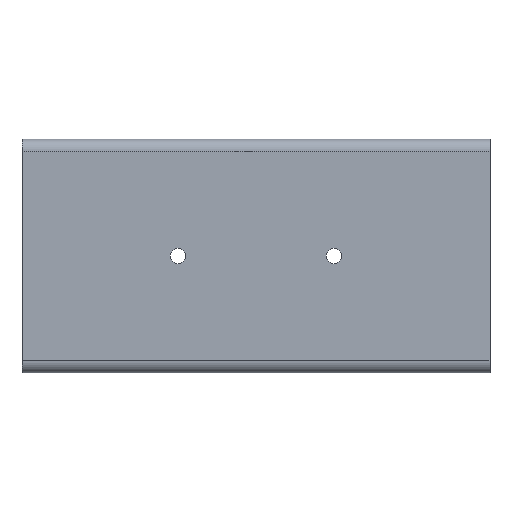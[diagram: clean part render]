
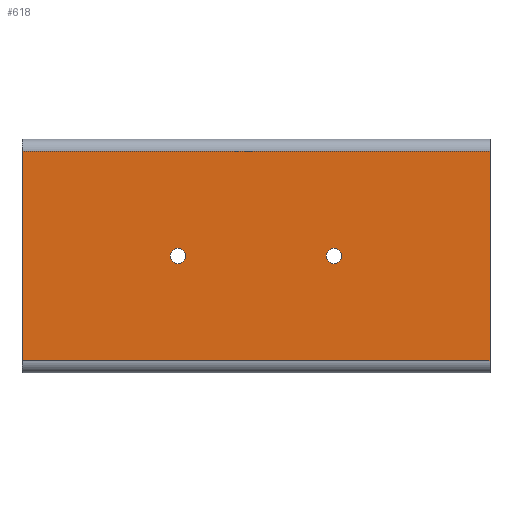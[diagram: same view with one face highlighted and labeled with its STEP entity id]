
A CAD part, left-side view. The second image highlights one B-rep face of the part: STEP entity #618.
In plain terms, the highlighted planar face has unit normal (-1, 0, 0).
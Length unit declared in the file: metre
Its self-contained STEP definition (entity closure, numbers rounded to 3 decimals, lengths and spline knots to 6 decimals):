
#20=CIRCLE('',#672,0.005);
#22=CIRCLE('',#675,0.005);
#68=ORIENTED_EDGE('',*,*,#232,.F.);
#69=ORIENTED_EDGE('',*,*,#234,.F.);
#70=ORIENTED_EDGE('',*,*,#231,.F.);
#71=ORIENTED_EDGE('',*,*,#236,.F.);
#72=ORIENTED_EDGE('',*,*,#227,.T.);
#73=ORIENTED_EDGE('',*,*,#237,.T.);
#227=EDGE_CURVE('',#309,#311,#359,.T.);
#231=EDGE_CURVE('',#315,#313,#363,.T.);
#232=EDGE_CURVE('',#316,#316,#20,.T.);
#234=EDGE_CURVE('',#318,#318,#22,.T.);
#236=EDGE_CURVE('',#309,#315,#364,.F.);
#237=EDGE_CURVE('',#311,#313,#365,.T.);
#309=VERTEX_POINT('',#933);
#311=VERTEX_POINT('',#937);
#313=VERTEX_POINT('',#942);
#315=VERTEX_POINT('',#946);
#316=VERTEX_POINT('',#950);
#318=VERTEX_POINT('',#955);
#359=LINE('',#938,#419);
#363=LINE('',#947,#423);
#364=LINE('',#959,#424);
#365=LINE('',#960,#425);
#419=VECTOR('',#742,1.);
#423=VECTOR('',#748,1.);
#424=VECTOR('',#763,1.);
#425=VECTOR('',#764,1.);
#482=EDGE_LOOP('',(#68));
#483=EDGE_LOOP('',(#69));
#484=EDGE_LOOP('',(#70,#71,#72,#73));
#536=FACE_BOUND('',#482,.T.);
#537=FACE_BOUND('',#483,.T.);
#538=FACE_BOUND('',#484,.T.);
#586=PLANE('',#677);
#618=ADVANCED_FACE('',(#536,#537,#538),#586,.T.);
#672=AXIS2_PLACEMENT_3D('',#949,#751,#752);
#675=AXIS2_PLACEMENT_3D('',#954,#757,#758);
#677=AXIS2_PLACEMENT_3D('',#958,#761,#762);
#742=DIRECTION('',(0.,0.,-1.));
#748=DIRECTION('',(0.,0.,-1.));
#751=DIRECTION('',(-1.,0.,0.));
#752=DIRECTION('',(0.,0.,1.));
#757=DIRECTION('',(-1.,0.,0.));
#758=DIRECTION('',(0.,0.,1.));
#761=DIRECTION('',(-1.,0.,0.));
#762=DIRECTION('',(0.,0.,1.));
#763=DIRECTION('',(0.,1.,0.));
#764=DIRECTION('',(0.,-1.,0.));
#933=CARTESIAN_POINT('',(0.,0.,0.142));
#937=CARTESIAN_POINT('',(0.,0.,0.008));
#938=CARTESIAN_POINT('',(0.,0.,0.075));
#942=CARTESIAN_POINT('',(0.,-0.3,0.008));
#946=CARTESIAN_POINT('',(0.,-0.3,0.142));
#947=CARTESIAN_POINT('',(0.,-0.3,0.075));
#949=CARTESIAN_POINT('',(0.,-0.2,0.075));
#950=CARTESIAN_POINT('',(0.,-0.2,0.08));
#954=CARTESIAN_POINT('',(0.,-0.1,0.075));
#955=CARTESIAN_POINT('',(0.,-0.1,0.08));
#958=CARTESIAN_POINT('',(0.,0.,0.075));
#959=CARTESIAN_POINT('',(0.,0.,0.142));
#960=CARTESIAN_POINT('',(0.,0.,0.008));
